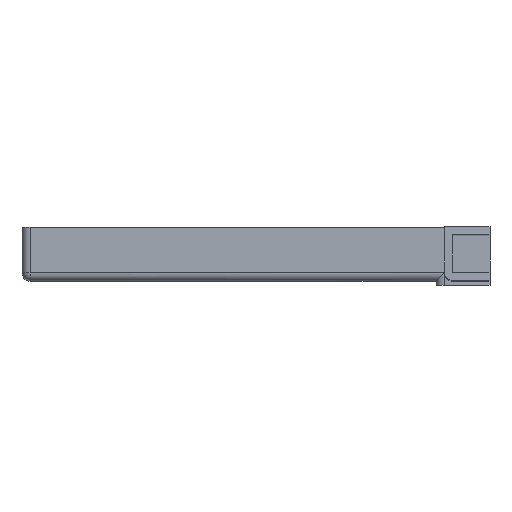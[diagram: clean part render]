
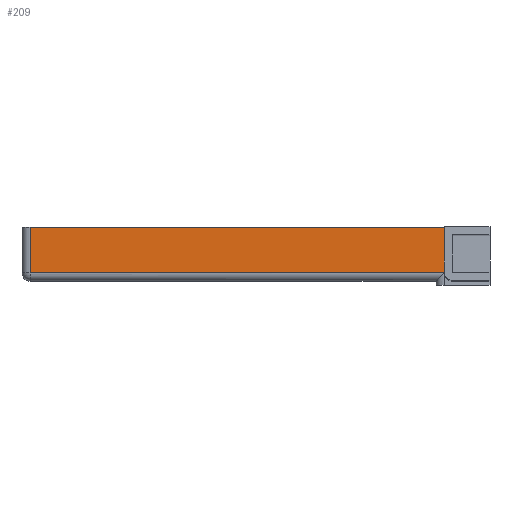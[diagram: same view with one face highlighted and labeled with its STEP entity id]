
A CAD part, top view. The second image highlights one B-rep face of the part: STEP entity #209.
In plain terms, the highlighted planar face has unit normal (0, 0, 1).
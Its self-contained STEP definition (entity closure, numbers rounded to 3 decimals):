
#13 = LINE ( 'NONE', #394, #300 ) ;
#20 = DIRECTION ( 'NONE',  ( 0., 1., 0. ) ) ;
#28 = EDGE_CURVE ( 'NONE', #938, #857, #13, .T. ) ;
#83 = CARTESIAN_POINT ( 'NONE',  ( 102., 13., 12. ) ) ;
#149 = LINE ( 'NONE', #298, #348 ) ;
#156 = FACE_OUTER_BOUND ( 'NONE', #718, .T. ) ;
#194 = LINE ( 'NONE', #784, #471 ) ;
#209 = ADVANCED_FACE ( 'NONE', ( #156 ), #816, .F. ) ;
#244 = DIRECTION ( 'NONE',  ( 0., -1., 0. ) ) ;
#298 = CARTESIAN_POINT ( 'NONE',  ( 0., 13., 12. ) ) ;
#300 = VECTOR ( 'NONE', #20, 1000. ) ;
#338 = ORIENTED_EDGE ( 'NONE', *, *, #356, .T. ) ;
#348 = VECTOR ( 'NONE', #587, 1000. ) ;
#356 = EDGE_CURVE ( 'NONE', #636, #938, #194, .T. ) ;
#376 = VECTOR ( 'NONE', #244, 1000. ) ;
#394 = CARTESIAN_POINT ( 'NONE',  ( 102., 0., 12. ) ) ;
#414 = DIRECTION ( 'NONE',  ( 1., 0., 0. ) ) ;
#434 = ORIENTED_EDGE ( 'NONE', *, *, #704, .F. ) ;
#444 = DIRECTION ( 'NONE',  ( -1., 0., 0. ) ) ;
#471 = VECTOR ( 'NONE', #414, 1000. ) ;
#495 = EDGE_CURVE ( 'NONE', #796, #636, #772, .T. ) ;
#578 = CARTESIAN_POINT ( 'NONE',  ( 2., 2., 12. ) ) ;
#579 = ORIENTED_EDGE ( 'NONE', *, *, #28, .T. ) ;
#587 = DIRECTION ( 'NONE',  ( 1., 0., 0. ) ) ;
#636 = VERTEX_POINT ( 'NONE', #578 ) ;
#650 = ORIENTED_EDGE ( 'NONE', *, *, #495, .T. ) ;
#670 = CARTESIAN_POINT ( 'NONE',  ( 0., 2., 12. ) ) ;
#704 = EDGE_CURVE ( 'NONE', #796, #857, #149, .T. ) ;
#718 = EDGE_LOOP ( 'NONE', ( #434, #650, #338, #579 ) ) ;
#772 = LINE ( 'NONE', #917, #376 ) ;
#784 = CARTESIAN_POINT ( 'NONE',  ( 0., 2., 12. ) ) ;
#796 = VERTEX_POINT ( 'NONE', #883 ) ;
#803 = AXIS2_PLACEMENT_3D ( 'NONE', #670, #973, #444 ) ;
#816 = PLANE ( 'NONE',  #803 ) ;
#857 = VERTEX_POINT ( 'NONE', #83 ) ;
#870 = CARTESIAN_POINT ( 'NONE',  ( 102., 2., 12. ) ) ;
#883 = CARTESIAN_POINT ( 'NONE',  ( 2., 13., 12. ) ) ;
#917 = CARTESIAN_POINT ( 'NONE',  ( 2., 2., 12. ) ) ;
#938 = VERTEX_POINT ( 'NONE', #870 ) ;
#973 = DIRECTION ( 'NONE',  ( 0., 0., -1. ) ) ;
